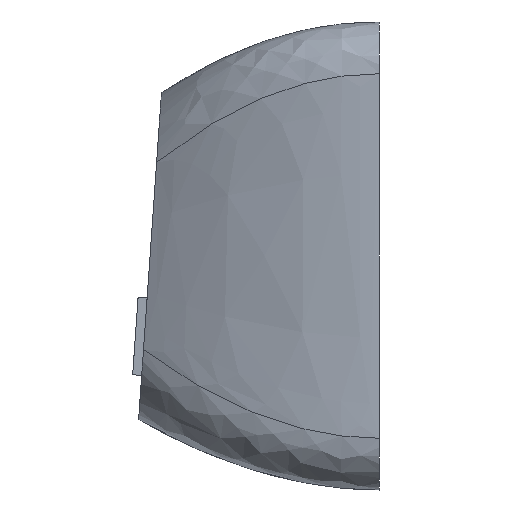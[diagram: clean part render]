
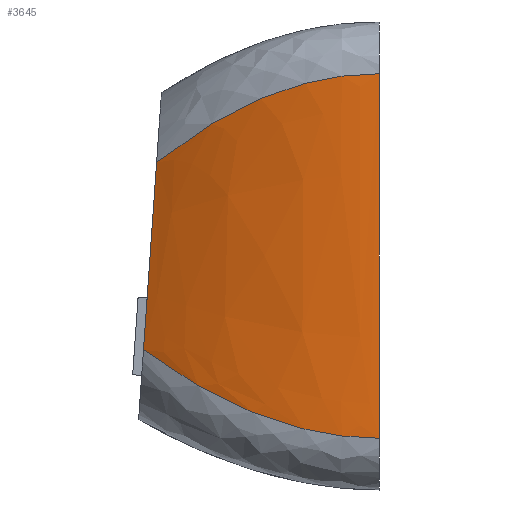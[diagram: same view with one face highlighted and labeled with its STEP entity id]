
A CAD part, left-side view. The second image highlights one B-rep face of the part: STEP entity #3645.
In plain terms, the highlighted free-form (B-spline) face has degree [3, 3] with [4, 4] control points.
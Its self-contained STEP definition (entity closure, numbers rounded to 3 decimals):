
#88=B_SPLINE_SURFACE_WITH_KNOTS('',3,3,((#6816,#6817,#6818,#6819),(#6820,
#6821,#6822,#6823),(#6824,#6825,#6826,#6827),(#6828,#6829,#6830,#6831)),
 .UNSPECIFIED.,.F.,.F.,.F.,(4,4),(4,4),(0.,1.),(0.,1.),.UNSPECIFIED.);
#234=B_SPLINE_CURVE_WITH_KNOTS('',3,(#6812,#6813,#6814,#6815),
 .UNSPECIFIED.,.F.,.F.,(4,4),(0.,1.),.UNSPECIFIED.);
#235=B_SPLINE_CURVE_WITH_KNOTS('',3,(#6832,#6833,#6834,#6835),
 .UNSPECIFIED.,.F.,.F.,(4,4),(0.,1.),.UNSPECIFIED.);
#378=FACE_OUTER_BOUND('',#583,.T.);
#583=EDGE_LOOP('',(#2853,#2854,#2855,#2856));
#735=LINE('',#5081,#1096);
#830=LINE('',#6692,#1191);
#1096=VECTOR('',#3988,10.);
#1191=VECTOR('',#4163,10.);
#1471=VERTEX_POINT('',#5078);
#1472=VERTEX_POINT('',#5080);
#1589=VERTEX_POINT('',#6689);
#1590=VERTEX_POINT('',#6691);
#1856=EDGE_CURVE('',#1471,#1472,#735,.T.);
#2036=EDGE_CURVE('',#1590,#1589,#830,.T.);
#2046=EDGE_CURVE('',#1471,#1590,#234,.T.);
#2047=EDGE_CURVE('',#1472,#1589,#235,.T.);
#2853=ORIENTED_EDGE('',*,*,#1856,.F.);
#2854=ORIENTED_EDGE('',*,*,#2046,.T.);
#2855=ORIENTED_EDGE('',*,*,#2036,.T.);
#2856=ORIENTED_EDGE('',*,*,#2047,.F.);
#3645=ADVANCED_FACE('',(#378),#88,.F.);
#3988=DIRECTION('',(0.,-0.07,0.998));
#4163=DIRECTION('',(0.,0.,1.));
#5078=CARTESIAN_POINT('',(2.7,9.12,5.431));
#5080=CARTESIAN_POINT('',(2.7,8.614,12.669));
#5081=CARTESIAN_POINT('',(2.7,8.614,12.669));
#6689=CARTESIAN_POINT('',(0.,0.,16.1));
#6691=CARTESIAN_POINT('',(0.,0.,2.));
#6692=CARTESIAN_POINT('',(0.,0.,16.1));
#6812=CARTESIAN_POINT('Ctrl Pts',(2.7,9.12,5.431));
#6813=CARTESIAN_POINT('Ctrl Pts',(0.9,6.08,3.144));
#6814=CARTESIAN_POINT('Ctrl Pts',(0.,2.956,
2.));
#6815=CARTESIAN_POINT('Ctrl Pts',(0.,0.,
2.));
#6816=CARTESIAN_POINT('Ctrl Pts',(2.7,9.12,5.431));
#6817=CARTESIAN_POINT('Ctrl Pts',(0.9,6.08,3.144));
#6818=CARTESIAN_POINT('Ctrl Pts',(0.,2.956,
2.));
#6819=CARTESIAN_POINT('Ctrl Pts',(0.,0.,
2.));
#6820=CARTESIAN_POINT('Ctrl Pts',(2.7,9.022,6.841));
#6821=CARTESIAN_POINT('Ctrl Pts',(0.939,6.014,4.776));
#6822=CARTESIAN_POINT('Ctrl Pts',(0.,2.956,
3.047));
#6823=CARTESIAN_POINT('Ctrl Pts',(0.,0.,
3.047));
#6824=CARTESIAN_POINT('Ctrl Pts',(2.7,8.713,11.259));
#6825=CARTESIAN_POINT('Ctrl Pts',(0.939,5.808,13.324));
#6826=CARTESIAN_POINT('Ctrl Pts',(0.,2.956,
15.053));
#6827=CARTESIAN_POINT('Ctrl Pts',(0.,0.,
15.053));
#6828=CARTESIAN_POINT('Ctrl Pts',(2.7,8.614,12.669));
#6829=CARTESIAN_POINT('Ctrl Pts',(0.9,5.743,14.956));
#6830=CARTESIAN_POINT('Ctrl Pts',(0.,2.956,
16.1));
#6831=CARTESIAN_POINT('Ctrl Pts',(0.,0.,16.1));
#6832=CARTESIAN_POINT('Ctrl Pts',(2.7,8.614,12.669));
#6833=CARTESIAN_POINT('Ctrl Pts',(0.9,5.743,14.956));
#6834=CARTESIAN_POINT('Ctrl Pts',(0.,2.956,
16.1));
#6835=CARTESIAN_POINT('Ctrl Pts',(0.,0.,16.1));
